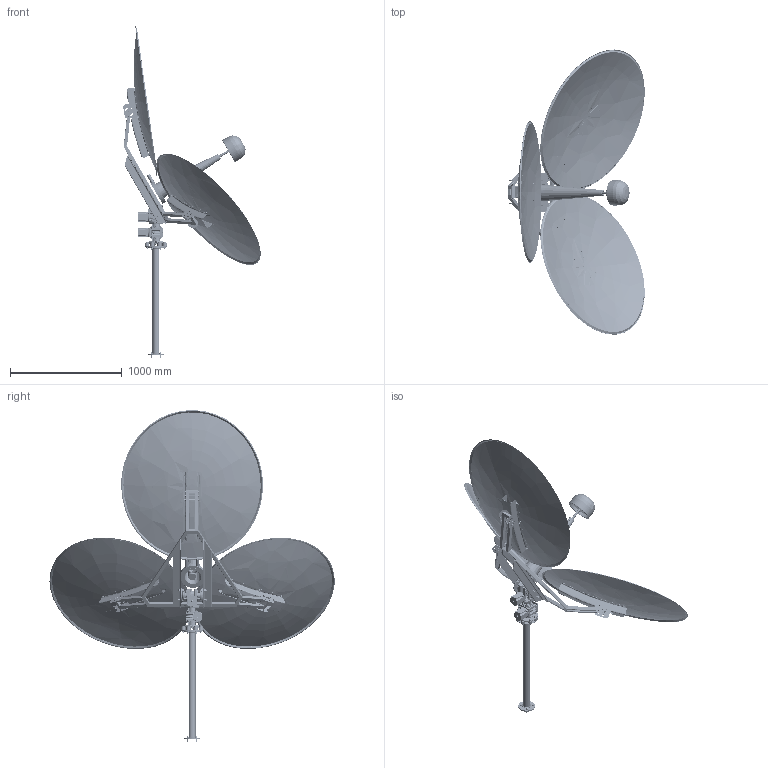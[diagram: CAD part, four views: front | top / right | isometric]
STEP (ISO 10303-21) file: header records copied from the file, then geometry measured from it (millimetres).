
FILE_DESCRIPTION(('FreeCAD Model'),'2;1');
FILE_NAME('Open CASCADE Shape Model','2025-05-29T17:32:33',('FreeCAD'),( 'FreeCAD'),'Open CASCADE STEP processor 7.6','FreeCAD','Unknown');
FILE_SCHEMA(('AUTOMOTIVE_DESIGN { 1 0 10303 214 1 1 1 1 }'));
Products named in the file (1): Open CASCADE STEP translator 7.6 1
Bounding box: 1231.54 x 2552.5 x 2972.28 mm (x, y, z)
Volume: 21302690.7 mm3; surface area: 14761104.7 mm2
Topology: 302 solids, 302 shells, 7979 faces, 19788 edges, 12400 vertices
Faces by surface type: plane 2623, cylinder 2150, bspline 1103, cone 801, torus 529, extrusion 515, sphere 258
Full cylindrical faces by diameter (mm): 3 x24, 4.353 x1, 6 x48, 6.5 x8, 7.2 x1, 8 x77, 8.36 x36, 8.4 x18, 9 x16, 10 x74, 10.5 x4, 10.85 x32, 12 x1, 14 x5, 14.6 x8, 14.96 x36, 15 x2, 15.05 x1, 15.25 x8, 16 x6, 16.591 x1, 17.5 x12, 18 x20, 20 x24, 21 x2, 23 x2, 24 x18, 25 x8, 28 x21, 30 x7
Entity records: 313551 total; most frequent: CARTESIAN_POINT 136231, ORIENTED_EDGE 39052, DIRECTION 33474, EDGE_CURVE 19526, AXIS2_PLACEMENT_3D 12847, VERTEX_POINT 12400, FACE_BOUND 8898, EDGE_LOOP 8898
